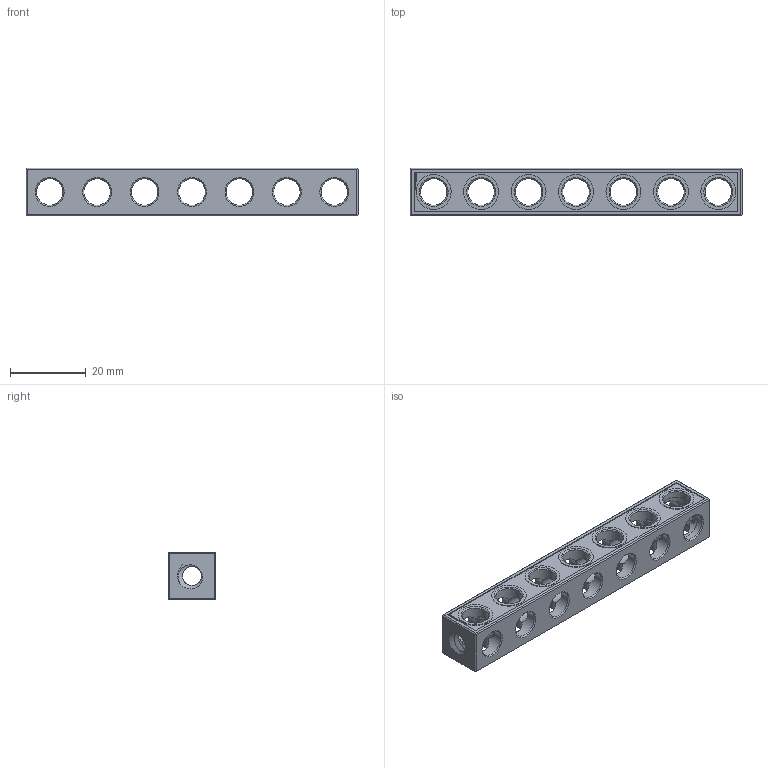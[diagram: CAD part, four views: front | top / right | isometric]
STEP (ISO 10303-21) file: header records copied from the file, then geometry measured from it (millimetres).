
FILE_DESCRIPTION(('FreeCAD Model'),'2;1');
FILE_NAME('Open CASCADE Shape Model','2021-07-01T22:41:57',( 'Paulo Kiefe'),('STEMFIE.org'),'Open CASCADE STEP processor 7.4', 'FreeCAD','Unknown');
FILE_SCHEMA(('AUTOMOTIVE_DESIGN { 1 0 10303 214 1 1 1 1 }'));
Products named in the file (1): Beam_STR_ESS_ERHRH_DE_BU07x01x01_-_SPN-BEM-0806_(stemfie.org)
Bounding box: 87.5 x 12.5 x 12.5 mm (x, y, z)
Volume: 6961.1 mm3; surface area: 6664.1 mm2
Topology: 1 solids, 1 shells, 643 faces, 1896 edges, 1270 vertices
Faces by surface type: plane 340, extrusion 194, cylinder 45, bspline 36, cone 28
Full cylindrical faces by diameter (mm): 7 x38, 9.2 x7
Entity records: 84974 total; most frequent: CARTESIAN_POINT 50113, DIRECTION 5225, VECTOR 3940, ORIENTED_EDGE 3792, PCURVE 3792, DEFINITIONAL_REPRESENTATION 3792, LINE 3746, EDGE_CURVE 1896
